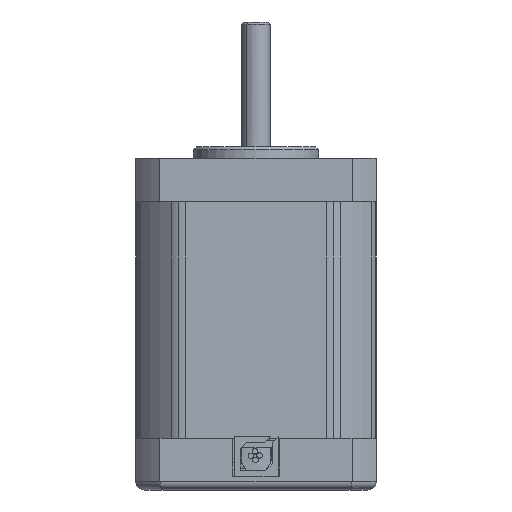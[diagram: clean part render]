
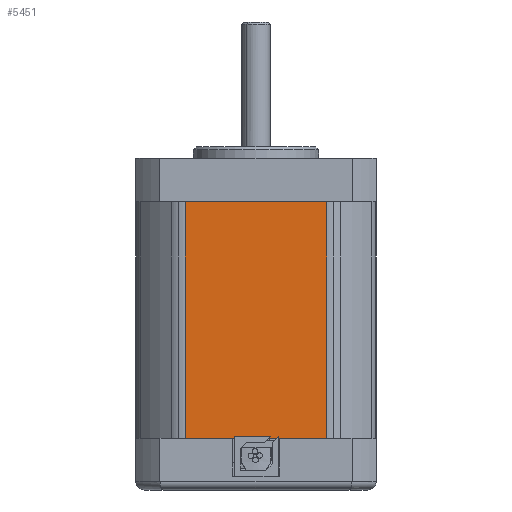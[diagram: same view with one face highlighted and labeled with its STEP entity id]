
A CAD part, front view. The second image highlights one B-rep face of the part: STEP entity #5451.
In plain terms, the highlighted planar face has unit normal (0, -1, 0).
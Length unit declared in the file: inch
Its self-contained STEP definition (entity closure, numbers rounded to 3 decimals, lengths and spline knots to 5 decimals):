
#1603 = VERTEX_POINT ( 'NONE', #164780 ) ;
#1954 = LINE ( 'NONE', #168002, #111772 ) ;
#3584 = ORIENTED_EDGE ( 'NONE', *, *, #25387, .F. ) ;
#4334 = VECTOR ( 'NONE', #116888, 39.37008 ) ;
#5451 = ADVANCED_FACE ( 'NONE', ( #23176 ), #85370, .T. ) ;
#5774 = DIRECTION ( 'NONE',  ( -0.707, 0., -0.707 ) ) ;
#6814 = DIRECTION ( 'NONE',  ( 0., 0., 1. ) ) ;
#12768 = VERTEX_POINT ( 'NONE', #165454 ) ;
#18752 = CARTESIAN_POINT ( 'NONE',  ( 0.48911, -0.83, -1.61796 ) ) ;
#20597 = VERTEX_POINT ( 'NONE', #53764 ) ;
#21635 = CARTESIAN_POINT ( 'NONE',  ( -0.147, -0.83, -1.60412 ) ) ;
#23176 = FACE_OUTER_BOUND ( 'NONE', #181016, .T. ) ;
#25387 = EDGE_CURVE ( 'NONE', #1603, #171655, #145727, .T. ) ;
#26313 = CARTESIAN_POINT ( 'NONE',  ( -0.48911, -0.83, 0.0159 ) ) ;
#26708 = EDGE_CURVE ( 'NONE', #103011, #141617, #97715, .T. ) ;
#33061 = EDGE_CURVE ( 'NONE', #112776, #12768, #124647, .T. ) ;
#34345 = VECTOR ( 'NONE', #128389, 39.37008 ) ;
#37384 = VERTEX_POINT ( 'NONE', #156280 ) ;
#42531 = LINE ( 'NONE', #159545, #4334 ) ;
#42960 = ORIENTED_EDGE ( 'NONE', *, *, #124792, .F. ) ;
#45021 = VECTOR ( 'NONE', #95426, 39.37008 ) ;
#48229 = ORIENTED_EDGE ( 'NONE', *, *, #26708, .T. ) ;
#49488 = LINE ( 'NONE', #109794, #45021 ) ;
#53764 = CARTESIAN_POINT ( 'NONE',  ( 0.08967, -0.83, -1.61796 ) ) ;
#56206 = LINE ( 'NONE', #92599, #132311 ) ;
#57466 = VERTEX_POINT ( 'NONE', #26313 ) ;
#59435 = DIRECTION ( 'NONE',  ( -1., 0., 0. ) ) ;
#60342 = EDGE_CURVE ( 'NONE', #139399, #142876, #153782, .T. ) ;
#60911 = CARTESIAN_POINT ( 'NONE',  ( 0.13917, -0.83, -1.61796 ) ) ;
#61121 = AXIS2_PLACEMENT_3D ( 'NONE', #157475, #71611, #171890 ) ;
#61401 = DIRECTION ( 'NONE',  ( -1., 0., 0. ) ) ;
#63637 = LINE ( 'NONE', #130191, #97238 ) ;
#68592 = EDGE_CURVE ( 'NONE', #141617, #20597, #84560, .T. ) ;
#69461 = VECTOR ( 'NONE', #74740, 39.37008 ) ;
#71611 = DIRECTION ( 'NONE',  ( 0., -1., 0. ) ) ;
#74740 = DIRECTION ( 'NONE',  ( 0., 0., -1. ) ) ;
#75058 = CARTESIAN_POINT ( 'NONE',  ( -0.16, -0.83, -1.61796 ) ) ;
#82089 = DIRECTION ( 'NONE',  ( 0., 0., 1. ) ) ;
#82603 = VECTOR ( 'NONE', #143441, 39.37008 ) ;
#84560 = LINE ( 'NONE', #105938, #122653 ) ;
#85370 = PLANE ( 'NONE',  #61121 ) ;
#86241 = EDGE_CURVE ( 'NONE', #106896, #20597, #42531, .T. ) ;
#89149 = CARTESIAN_POINT ( 'NONE',  ( 0.153, -0.83, -1.74854 ) ) ;
#91665 = VERTEX_POINT ( 'NONE', #120539 ) ;
#92599 = CARTESIAN_POINT ( 'NONE',  ( -0.147, -0.83, -1.74854 ) ) ;
#94239 = ORIENTED_EDGE ( 'NONE', *, *, #86241, .F. ) ;
#95426 = DIRECTION ( 'NONE',  ( -1., 0., 0. ) ) ;
#97238 = VECTOR ( 'NONE', #59435, 39.37008 ) ;
#97715 = LINE ( 'NONE', #183657, #169518 ) ;
#101859 = CARTESIAN_POINT ( 'NONE',  ( -0.48911, -0.83, -1.61796 ) ) ;
#103011 = VERTEX_POINT ( 'NONE', #21635 ) ;
#105938 = CARTESIAN_POINT ( 'NONE',  ( 0.20869, -0.83, -1.49894 ) ) ;
#106896 = VERTEX_POINT ( 'NONE', #60911 ) ;
#108048 = VECTOR ( 'NONE', #61401, 39.37008 ) ;
#109505 = ORIENTED_EDGE ( 'NONE', *, *, #139239, .F. ) ;
#109794 = CARTESIAN_POINT ( 'NONE',  ( 0.53807, -0.83, -1.61796 ) ) ;
#110444 = LINE ( 'NONE', #113985, #34345 ) ;
#111772 = VECTOR ( 'NONE', #82089, 39.37008 ) ;
#112135 = DIRECTION ( 'NONE',  ( 1., 0., 0. ) ) ;
#112431 = ORIENTED_EDGE ( 'NONE', *, *, #116497, .F. ) ;
#112776 = VERTEX_POINT ( 'NONE', #177289 ) ;
#113985 = CARTESIAN_POINT ( 'NONE',  ( 0.53807, -0.83, -1.61796 ) ) ;
#114554 = CARTESIAN_POINT ( 'NONE',  ( 0.22481, -0.83, -1.53232 ) ) ;
#115000 = ORIENTED_EDGE ( 'NONE', *, *, #33061, .T. ) ;
#115540 = VECTOR ( 'NONE', #184247, 39.37008 ) ;
#116497 = EDGE_CURVE ( 'NONE', #142876, #57466, #1954, .T. ) ;
#116888 = DIRECTION ( 'NONE',  ( -1., 0., 0. ) ) ;
#117090 = LINE ( 'NONE', #176002, #108048 ) ;
#118667 = ORIENTED_EDGE ( 'NONE', *, *, #185799, .T. ) ;
#120539 = CARTESIAN_POINT ( 'NONE',  ( -0.147, -0.83, -1.61796 ) ) ;
#120713 = LINE ( 'NONE', #114554, #82603 ) ;
#122653 = VECTOR ( 'NONE', #5774, 39.37008 ) ;
#124647 = LINE ( 'NONE', #89149, #162808 ) ;
#124792 = EDGE_CURVE ( 'NONE', #37384, #12768, #63637, .T. ) ;
#124958 = CARTESIAN_POINT ( 'NONE',  ( 0.1035, -0.83, -1.60412 ) ) ;
#125880 = CARTESIAN_POINT ( 'NONE',  ( 0.53807, -0.83, -1.61796 ) ) ;
#128389 = DIRECTION ( 'NONE',  ( -1., 0., 0. ) ) ;
#130191 = CARTESIAN_POINT ( 'NONE',  ( 0.53807, -0.83, -1.61796 ) ) ;
#132311 = VECTOR ( 'NONE', #6814, 39.37008 ) ;
#139239 = EDGE_CURVE ( 'NONE', #171655, #37384, #110444, .T. ) ;
#139399 = VERTEX_POINT ( 'NONE', #75058 ) ;
#141617 = VERTEX_POINT ( 'NONE', #124958 ) ;
#142030 = ORIENTED_EDGE ( 'NONE', *, *, #60342, .F. ) ;
#142586 = EDGE_CURVE ( 'NONE', #91665, #103011, #56206, .T. ) ;
#142876 = VERTEX_POINT ( 'NONE', #101859 ) ;
#143441 = DIRECTION ( 'NONE',  ( 0.707, 0., 0.707 ) ) ;
#145692 = EDGE_CURVE ( 'NONE', #1603, #57466, #117090, .T. ) ;
#145727 = LINE ( 'NONE', #160555, #69461 ) ;
#149492 = ORIENTED_EDGE ( 'NONE', *, *, #170790, .F. ) ;
#153782 = LINE ( 'NONE', #125880, #115540 ) ;
#156280 = CARTESIAN_POINT ( 'NONE',  ( 0.16, -0.83, -1.61796 ) ) ;
#157475 = CARTESIAN_POINT ( 'NONE',  ( 0.53807, -0.83, -1.61796 ) ) ;
#159545 = CARTESIAN_POINT ( 'NONE',  ( 0.53807, -0.83, -1.61796 ) ) ;
#160555 = CARTESIAN_POINT ( 'NONE',  ( 0.48911, -0.83, -1.61796 ) ) ;
#161596 = ORIENTED_EDGE ( 'NONE', *, *, #142586, .T. ) ;
#162808 = VECTOR ( 'NONE', #175059, 39.37008 ) ;
#164780 = CARTESIAN_POINT ( 'NONE',  ( 0.48911, -0.83, 0.0159 ) ) ;
#165454 = CARTESIAN_POINT ( 'NONE',  ( 0.153, -0.83, -1.61796 ) ) ;
#168002 = CARTESIAN_POINT ( 'NONE',  ( -0.48911, -0.83, -1.61796 ) ) ;
#169518 = VECTOR ( 'NONE', #112135, 39.37008 ) ;
#170790 = EDGE_CURVE ( 'NONE', #91665, #139399, #49488, .T. ) ;
#171655 = VERTEX_POINT ( 'NONE', #18752 ) ;
#171890 = DIRECTION ( 'NONE',  ( 0., 0., -1. ) ) ;
#175059 = DIRECTION ( 'NONE',  ( 0., 0., -1. ) ) ;
#176002 = CARTESIAN_POINT ( 'NONE',  ( 0.53807, -0.83, 0.0159 ) ) ;
#177289 = CARTESIAN_POINT ( 'NONE',  ( 0.153, -0.83, -1.60412 ) ) ;
#181016 = EDGE_LOOP ( 'NONE', ( #118667, #115000, #42960, #109505, #3584, #185818, #112431, #142030, #149492, #161596, #48229, #182752, #94239 ) ) ;
#182752 = ORIENTED_EDGE ( 'NONE', *, *, #68592, .T. ) ;
#183657 = CARTESIAN_POINT ( 'NONE',  ( 0.27053, -0.83, -1.60412 ) ) ;
#184247 = DIRECTION ( 'NONE',  ( -1., 0., 0. ) ) ;
#185799 = EDGE_CURVE ( 'NONE', #106896, #112776, #120713, .T. ) ;
#185818 = ORIENTED_EDGE ( 'NONE', *, *, #145692, .T. ) ;
